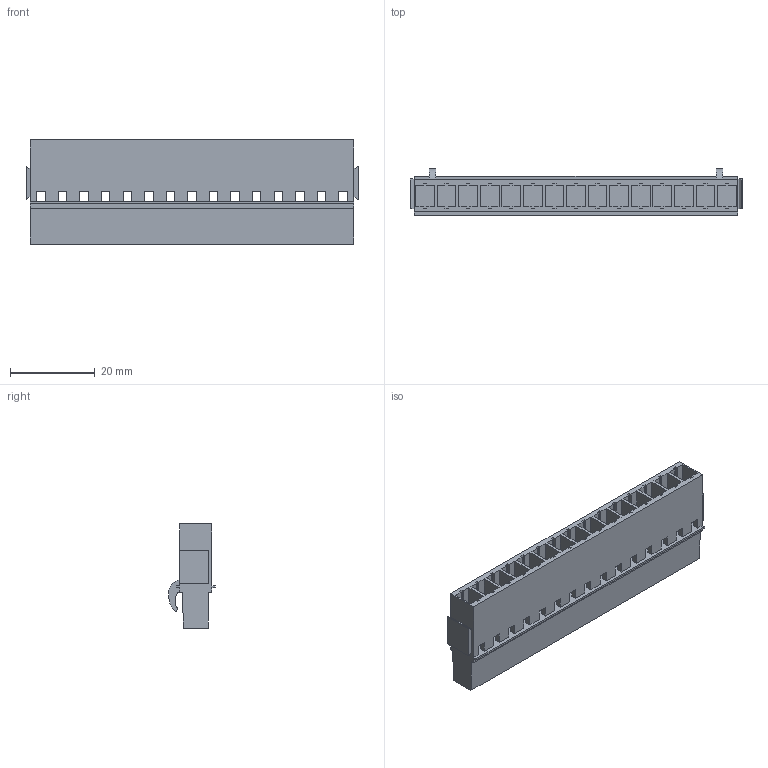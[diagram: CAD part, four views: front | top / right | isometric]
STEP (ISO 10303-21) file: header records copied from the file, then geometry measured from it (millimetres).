
FILE_DESCRIPTION(('CATIA V5 STEP','CAx-IF Rec.Pracs.--- Model Styling and Organization---1.2---2011-12-15'),'2;1');
FILE_NAME ('D1454305_0_1649500000_1649500000.stp','2018-09-01T02:32:24+00:00',('none'),('Weidmueller'),'CATIA Version 5-6 Release 2014','CATIA V5 STEP AP214','none');
FILE_SCHEMA(('AUTOMOTIVE_DESIGN { 1 0 10303 214 1 1 1 1 }'));
Length unit declared in the file: millimetre
Products named in the file (1): 1649500000
Bounding box: 78.2 x 11 x 24.55 mm (x, y, z)
Volume: 7945.2 mm3; surface area: 10453.4 mm2
Topology: 1 solids, 1 shells, 424 faces, 1284 edges, 844 vertices
Faces by surface type: plane 346, cylinder 48, cone 30
Entity records: 12937 total; most frequent: ORIENTED_EDGE 2568, CARTESIAN_POINT 2310, DIRECTION 1631, EDGE_CURVE 1284, VECTOR 1153, LINE 1153, VERTEX_POINT 844, EDGE_LOOP 466
